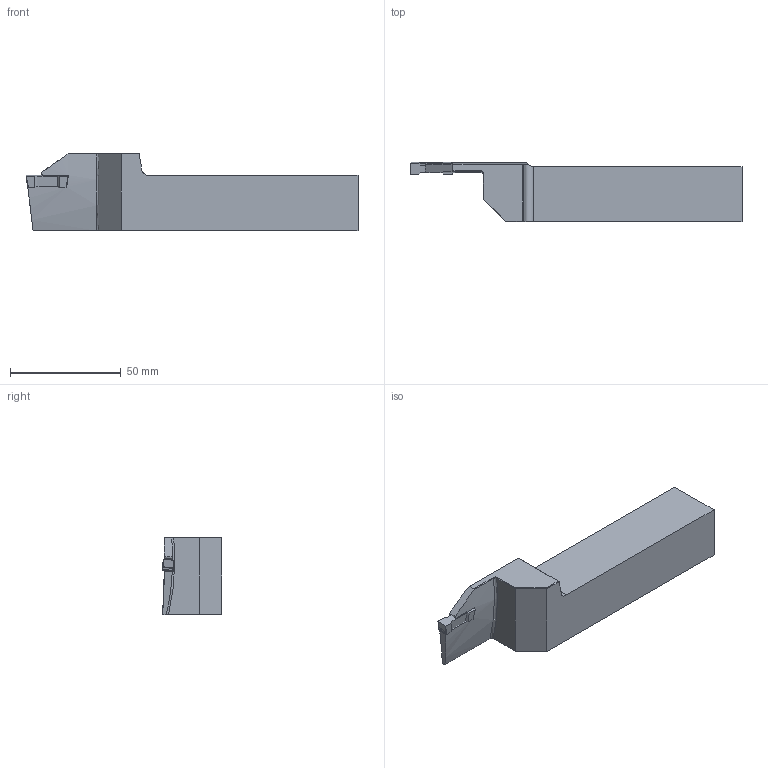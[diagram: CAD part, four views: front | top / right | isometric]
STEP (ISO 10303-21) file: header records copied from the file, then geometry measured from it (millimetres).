
FILE_DESCRIPTION(/* description */ (''),/* implementation_level */ '2;1');
FILE_NAME(/* name */ 'AAKT-IG-R-2525-180-800-5-T32.stp',/* time_stamp */ '2023-10-14T23:25:32+03:00',/* author */ (''),/* organization */ (''),/* preprocessor_version */ 'ST-DEVELOPER v19.4',/* originating_system */ 'SIEMENS PLM Software NX2306.3001',/* authorisation */ '');
FILE_SCHEMA (('AUTOMOTIVE_DESIGN { 1 0 10303 214 3 1 1 1 }'));
Length unit declared in the file: millimetre
Products named in the file (1): AAKT-IG-R-2525-180-800-5-T32_objects
Bounding box: 150 x 27.05 x 35 mm (x, y, z)
Volume: 80149.9 mm3; surface area: 15970.4 mm2
Topology: 2 solids, 2 shells, 73 faces, 185 edges, 116 vertices
Faces by surface type: plane 44, cylinder 19, torus 9, bspline 1
Entity records: 2301 total; most frequent: CARTESIAN_POINT 486, DIRECTION 374, ORIENTED_EDGE 370, EDGE_CURVE 185, AXIS2_PLACEMENT_3D 126, LINE 122, VECTOR 122, VERTEX_POINT 116
